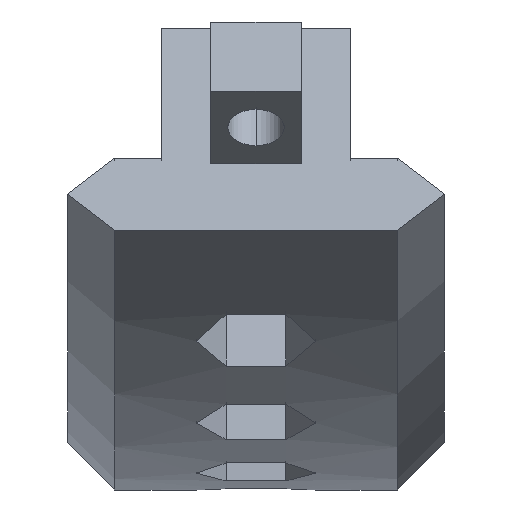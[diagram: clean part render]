
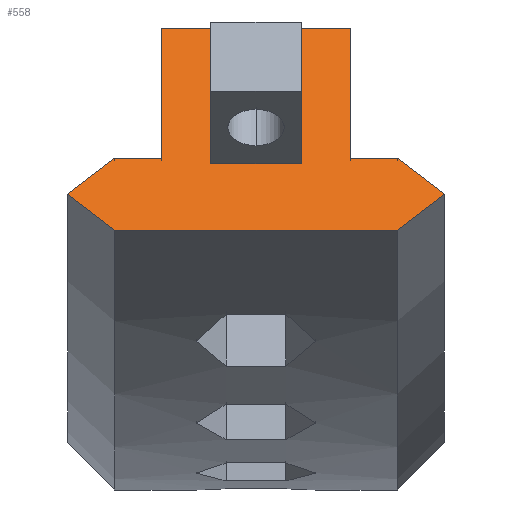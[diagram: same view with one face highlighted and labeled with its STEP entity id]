
A CAD part, left-side view. The second image highlights one B-rep face of the part: STEP entity #558.
In plain terms, the highlighted planar face has unit normal (-0.766, 0, 0.643).
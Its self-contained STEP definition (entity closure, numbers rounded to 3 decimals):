
#39 = VECTOR ( 'NONE', #433, 1000. ) ;
#67 = FACE_BOUND ( 'NONE', #660, .T. ) ;
#107 = ORIENTED_EDGE ( 'NONE', *, *, #1650, .F. ) ;
#122 = VERTEX_POINT ( 'NONE', #1430 ) ;
#169 = DIRECTION ( 'NONE',  ( -0.455, 0.707, -0.542 ) ) ;
#191 = ORIENTED_EDGE ( 'NONE', *, *, #2282, .F. ) ;
#220 = VERTEX_POINT ( 'NONE', #3432 ) ;
#236 = CARTESIAN_POINT ( 'NONE',  ( -36.317, -10., -43.282 ) ) ;
#241 = LINE ( 'NONE', #3078, #3336 ) ;
#433 = DIRECTION ( 'NONE',  ( 0., 1., 0. ) ) ;
#439 = VERTEX_POINT ( 'NONE', #1998 ) ;
#470 = LINE ( 'NONE', #236, #2404 ) ;
#528 = DIRECTION ( 'NONE',  ( 0.643, 0., 0.766 ) ) ;
#545 = ORIENTED_EDGE ( 'NONE', *, *, #555, .F. ) ;
#553 = VERTEX_POINT ( 'NONE', #2382 ) ;
#555 = EDGE_CURVE ( 'NONE', #1422, #1090, #2362, .T. ) ;
#558 = ADVANCED_FACE ( 'NONE', ( #633, #67 ), #668, .F. ) ;
#616 = VECTOR ( 'NONE', #1179, 1000. ) ;
#633 = FACE_OUTER_BOUND ( 'NONE', #1826, .T. ) ;
#651 = CARTESIAN_POINT ( 'NONE',  ( 0., 0., 0. ) ) ;
#655 = ORIENTED_EDGE ( 'NONE', *, *, #2665, .F. ) ;
#660 = EDGE_LOOP ( 'NONE', ( #698, #655, #2872, #191 ) ) ;
#663 = CARTESIAN_POINT ( 'NONE',  ( -34.968, -2.4, -41.673 ) ) ;
#667 = CARTESIAN_POINT ( 'NONE',  ( -34.711, 7.5, -41.366 ) ) ;
#668 = PLANE ( 'NONE',  #3234 ) ;
#689 = ORIENTED_EDGE ( 'NONE', *, *, #3392, .F. ) ;
#698 = ORIENTED_EDGE ( 'NONE', *, *, #2949, .F. ) ;
#769 = CARTESIAN_POINT ( 'NONE',  ( -36.317, 10., -43.282 ) ) ;
#793 = CARTESIAN_POINT ( 'NONE',  ( -34.968, -2.4, -41.673 ) ) ;
#873 = LINE ( 'NONE', #2009, #1761 ) ;
#877 = EDGE_CURVE ( 'NONE', #1090, #122, #1470, .T. ) ;
#921 = CARTESIAN_POINT ( 'NONE',  ( -28.925, -5., -34.472 ) ) ;
#961 = VERTEX_POINT ( 'NONE', #663 ) ;
#1024 = ORIENTED_EDGE ( 'NONE', *, *, #2465, .F. ) ;
#1090 = VERTEX_POINT ( 'NONE', #3544 ) ;
#1140 = VERTEX_POINT ( 'NONE', #2265 ) ;
#1172 = EDGE_CURVE ( 'NONE', #439, #961, #1371, .T. ) ;
#1179 = DIRECTION ( 'NONE',  ( 0., -1., 0. ) ) ;
#1205 = DIRECTION ( 'NONE',  ( 0., -1., 0. ) ) ;
#1210 = CARTESIAN_POINT ( 'NONE',  ( -34.711, 7.5, -41.366 ) ) ;
#1251 = DIRECTION ( 'NONE',  ( 0.766, 0., -0.643 ) ) ;
#1312 = VERTEX_POINT ( 'NONE', #1497 ) ;
#1371 = LINE ( 'NONE', #793, #1908 ) ;
#1422 = VERTEX_POINT ( 'NONE', #3329 ) ;
#1430 = CARTESIAN_POINT ( 'NONE',  ( -36.317, 10., -43.282 ) ) ;
#1464 = EDGE_CURVE ( 'NONE', #1924, #553, #1695, .T. ) ;
#1470 = LINE ( 'NONE', #2123, #1676 ) ;
#1497 = CARTESIAN_POINT ( 'NONE',  ( -34.711, -7.5, -41.366 ) ) ;
#1520 = ORIENTED_EDGE ( 'NONE', *, *, #2037, .F. ) ;
#1650 = EDGE_CURVE ( 'NONE', #2267, #220, #3253, .T. ) ;
#1654 = CARTESIAN_POINT ( 'NONE',  ( -31.882, 2.4, -37.996 ) ) ;
#1676 = VECTOR ( 'NONE', #2656, 1000. ) ;
#1695 = LINE ( 'NONE', #3107, #3042 ) ;
#1753 = CARTESIAN_POINT ( 'NONE',  ( -34.968, 2.4, -41.673 ) ) ;
#1761 = VECTOR ( 'NONE', #1205, 1000. ) ;
#1765 = EDGE_CURVE ( 'NONE', #3369, #1924, #1985, .T. ) ;
#1776 = VERTEX_POINT ( 'NONE', #3647 ) ;
#1804 = DIRECTION ( 'NONE',  ( 0., -1., 0. ) ) ;
#1809 = VECTOR ( 'NONE', #1804, 1000. ) ;
#1825 = DIRECTION ( 'NONE',  ( -0.643, 0., -0.766 ) ) ;
#1826 = EDGE_LOOP ( 'NONE', ( #2387, #107, #3646, #2704, #545, #1520, #1024, #689, #3578, #2612 ) ) ;
#1908 = VECTOR ( 'NONE', #2575, 1000. ) ;
#1924 = VERTEX_POINT ( 'NONE', #921 ) ;
#1951 = LINE ( 'NONE', #769, #2929 ) ;
#1985 = LINE ( 'NONE', #2854, #616 ) ;
#1987 = DIRECTION ( 'NONE',  ( 0.643, 0., 0.766 ) ) ;
#1998 = CARTESIAN_POINT ( 'NONE',  ( -34.968, 2.4, -41.673 ) ) ;
#2009 = CARTESIAN_POINT ( 'NONE',  ( -34.711, -5., -41.366 ) ) ;
#2037 = EDGE_CURVE ( 'NONE', #1776, #1422, #470, .T. ) ;
#2123 = CARTESIAN_POINT ( 'NONE',  ( -37.924, 7.5, -45.197 ) ) ;
#2167 = LINE ( 'NONE', #2796, #2685 ) ;
#2265 = CARTESIAN_POINT ( 'NONE',  ( -31.882, -2.4, -37.996 ) ) ;
#2267 = VERTEX_POINT ( 'NONE', #1210 ) ;
#2282 = EDGE_CURVE ( 'NONE', #3243, #439, #3162, .T. ) ;
#2362 = LINE ( 'NONE', #3493, #39 ) ;
#2382 = CARTESIAN_POINT ( 'NONE',  ( -34.711, -5., -41.366 ) ) ;
#2387 = ORIENTED_EDGE ( 'NONE', *, *, #2554, .F. ) ;
#2404 = VECTOR ( 'NONE', #169, 1000. ) ;
#2446 = VECTOR ( 'NONE', #1987, 1000. ) ;
#2461 = VECTOR ( 'NONE', #2731, 1000. ) ;
#2465 = EDGE_CURVE ( 'NONE', #1312, #1776, #3601, .T. ) ;
#2507 = EDGE_CURVE ( 'NONE', #122, #2267, #1951, .T. ) ;
#2554 = EDGE_CURVE ( 'NONE', #220, #3369, #241, .T. ) ;
#2560 = CARTESIAN_POINT ( 'NONE',  ( -34.968, -2.4, -41.673 ) ) ;
#2575 = DIRECTION ( 'NONE',  ( 0., -1., 0. ) ) ;
#2612 = ORIENTED_EDGE ( 'NONE', *, *, #1765, .F. ) ;
#2617 = DIRECTION ( 'NONE',  ( -0.643, 0., -0.766 ) ) ;
#2656 = DIRECTION ( 'NONE',  ( 0.455, 0.707, 0.542 ) ) ;
#2665 = EDGE_CURVE ( 'NONE', #961, #1140, #3390, .T. ) ;
#2685 = VECTOR ( 'NONE', #3608, 1000. ) ;
#2704 = ORIENTED_EDGE ( 'NONE', *, *, #877, .F. ) ;
#2731 = DIRECTION ( 'NONE',  ( -0.455, -0.707, -0.542 ) ) ;
#2796 = CARTESIAN_POINT ( 'NONE',  ( -31.882, -2.4, -37.996 ) ) ;
#2847 = DIRECTION ( 'NONE',  ( -0.643, 0., -0.766 ) ) ;
#2854 = CARTESIAN_POINT ( 'NONE',  ( -28.925, 5., -34.472 ) ) ;
#2872 = ORIENTED_EDGE ( 'NONE', *, *, #1172, .F. ) ;
#2880 = CARTESIAN_POINT ( 'NONE',  ( -28.925, 5., -34.472 ) ) ;
#2929 = VECTOR ( 'NONE', #3338, 1000. ) ;
#2949 = EDGE_CURVE ( 'NONE', #1140, #3243, #2167, .T. ) ;
#3042 = VECTOR ( 'NONE', #2847, 1000. ) ;
#3046 = CARTESIAN_POINT ( 'NONE',  ( -34.711, -7.5, -41.366 ) ) ;
#3078 = CARTESIAN_POINT ( 'NONE',  ( -34.711, 5., -41.366 ) ) ;
#3107 = CARTESIAN_POINT ( 'NONE',  ( -28.925, -5., -34.472 ) ) ;
#3162 = LINE ( 'NONE', #1753, #3583 ) ;
#3234 = AXIS2_PLACEMENT_3D ( 'NONE', #651, #1251, #2617 ) ;
#3243 = VERTEX_POINT ( 'NONE', #1654 ) ;
#3253 = LINE ( 'NONE', #667, #1809 ) ;
#3329 = CARTESIAN_POINT ( 'NONE',  ( -37.924, -7.5, -45.197 ) ) ;
#3336 = VECTOR ( 'NONE', #528, 1000. ) ;
#3338 = DIRECTION ( 'NONE',  ( 0.455, -0.707, 0.542 ) ) ;
#3369 = VERTEX_POINT ( 'NONE', #2880 ) ;
#3390 = LINE ( 'NONE', #2560, #2446 ) ;
#3392 = EDGE_CURVE ( 'NONE', #553, #1312, #873, .T. ) ;
#3432 = CARTESIAN_POINT ( 'NONE',  ( -34.711, 5., -41.366 ) ) ;
#3493 = CARTESIAN_POINT ( 'NONE',  ( -37.924, -7.5, -45.197 ) ) ;
#3544 = CARTESIAN_POINT ( 'NONE',  ( -37.924, 7.5, -45.197 ) ) ;
#3578 = ORIENTED_EDGE ( 'NONE', *, *, #1464, .F. ) ;
#3583 = VECTOR ( 'NONE', #1825, 1000. ) ;
#3601 = LINE ( 'NONE', #3046, #2461 ) ;
#3608 = DIRECTION ( 'NONE',  ( 0., 1., 0. ) ) ;
#3646 = ORIENTED_EDGE ( 'NONE', *, *, #2507, .F. ) ;
#3647 = CARTESIAN_POINT ( 'NONE',  ( -36.317, -10., -43.282 ) ) ;
